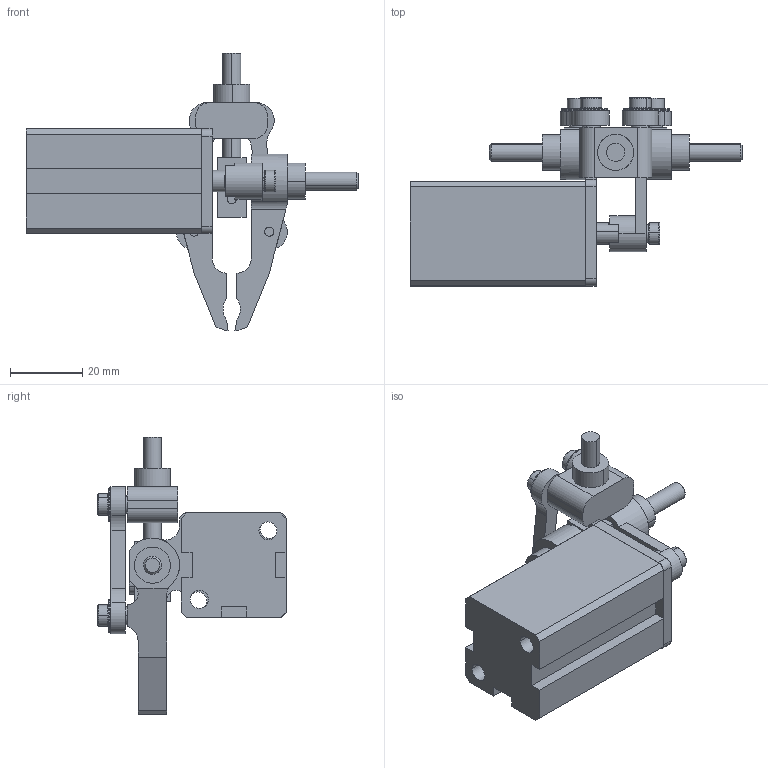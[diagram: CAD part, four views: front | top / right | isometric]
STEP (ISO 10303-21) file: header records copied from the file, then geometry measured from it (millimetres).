
FILE_DESCRIPTION((''),'2;1');
FILE_NAME('_____ASM','2017-08-18T',('jijunhao'),(''),'CREO PARAMETRIC BY PTC INC, 2016260','CREO PARAMETRIC BY PTC INC, 2016260','');
FILE_SCHEMA(('CONFIG_CONTROL_DESIGN'));
Length unit declared in the file: millimetre
Products named in the file (16): ____; __; _____01; __2; ___020; ___; _____ASM; M3-8___; 3MM____; M3-16___; _____; 3MM__; 3-8-4____
Assembly tree (28 placements, depth 3):
  _____ASM
    ____
    __
    _____01
    __2
    _____ASM
      ___020
      ___
    ____  x3
    M3-8___
    3MM____
    M3-16___  x5
    _____
    __2  x2
    3MM__  x4
    3-8-4____  x4
Bounding box: 92 x 52.1 x 77 mm (x, y, z)
Volume: 54374.1 mm3; surface area: 29550.3 mm2
Topology: 27 solids, 27 shells, 462 faces, 1063 edges, 679 vertices
Faces by surface type: plane 194, cylinder 190, torus 56, cone 22
Entity records: 8840 total; most frequent: DIRECTION 1616, CARTESIAN_POINT 1485, ORIENTED_EDGE 1358, EDGE_CURVE 679, AXIS2_PLACEMENT_3D 618, VERTEX_POINT 443, VECTOR 380, LINE 380
